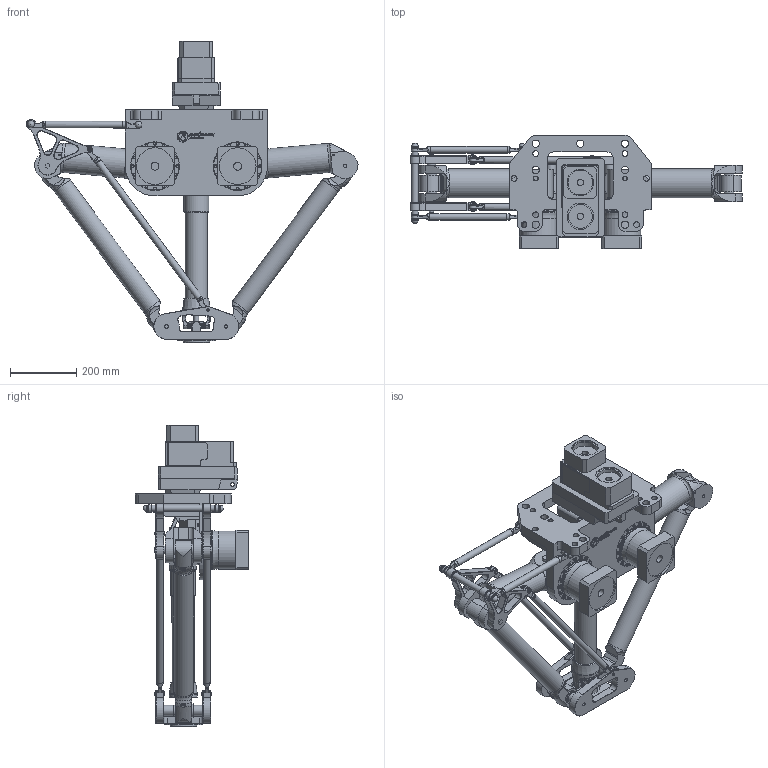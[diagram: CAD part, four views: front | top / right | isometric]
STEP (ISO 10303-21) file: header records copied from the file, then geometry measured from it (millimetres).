
FILE_DESCRIPTION(/* description */ (''),/* implementation_level */ '2;1');
FILE_NAME(/* name */ '3D-model_A_00905-T1.stp',/* time_stamp */ '2022-02-23T09:05:06+01:00',/* author */ ('michael.schutter'),/* organization */ ('Majatronic'),/* preprocessor_version */ 'ST-DEVELOPER v16.5',/* originating_system */ 'Autodesk Inventor 2017',/* authorisation */ '');
FILE_SCHEMA (('AUTOMOTIVE_DESIGN { 1 0 10303 214 3 1 1 }'));
Length unit declared in the file: millimetre
Products named in the file (18): MT_BGR00020895MT_BGR; MT_BGR00020896MT_BGR; MT_WST00065724MT_WST; MT_WST00055121MT_WST; MT_WST00065725MT_WST; MT_WST00065019MT_WST; MT_WST00065726MT_WST; MT_WST00060919MT_WST; MT_WST00064916MT_WST; MT_WST00060924MT_WST; MT_WST00060925MT_WST; MT_WST00060920MT_WST; MT_WST00060926MT_WST; MT_WST00065727MT_WST; MT_WST00065728MT_WST; MT_WST00065729MT_WST; MT_WST00065730MT_WST; MT_WST00106842
Assembly tree (22 placements, depth 3):
  MT_BGR00020895MT_BGR
    MT_BGR00020896MT_BGR
      MT_WST00065724MT_WST
      MT_WST00055121MT_WST  x2
      MT_WST00065725MT_WST
      MT_WST00065019MT_WST
    MT_WST00065726MT_WST
    MT_WST00060919MT_WST
    MT_WST00064916MT_WST
    MT_WST00060924MT_WST  x2
    MT_WST00060925MT_WST
    MT_WST00060920MT_WST  x2
    MT_WST00060926MT_WST  x2
    MT_WST00065727MT_WST
    MT_WST00065728MT_WST
    MT_WST00065729MT_WST
    MT_WST00106842  x2
    MT_WST00065730MT_WST
Bounding box: 1003.87 x 342 x 911.4 mm (x, y, z)
Volume: 26061271.6 mm3; surface area: 2211934.3 mm2
Topology: 22 solids, 23 shells, 2750 faces, 6397 edges, 4040 vertices
Faces by surface type: plane 1311, cylinder 877, cone 367, torus 119, bspline 56, sphere 20
Full cylindrical faces by diameter (mm): 2 x1, 3.459 x4, 4.134 x32, 4.917 x16, 5 x32, 6 x1, 7 x16, 8 x5, 8.2 x24, 8.5 x32, 10 x36, 10.106 x1, 11 x1, 12 x5, 13 x28, 15 x8, 15.4 x4, 15.922 x1, 16 x3, 17.294 x8, 18 x24, 19 x2, 19.8 x8, 20 x30, 22 x7, 23 x1, 24 x2, 25 x3, 27 x2, 28 x1
Entity records: 71387 total; most frequent: CARTESIAN_POINT 19211, DIRECTION 10921, ORIENTED_EDGE 9660, EDGE_CURVE 4829, AXIS2_PLACEMENT_3D 4141, VERTEX_POINT 3303, EDGE_LOOP 3054, LINE 2639
